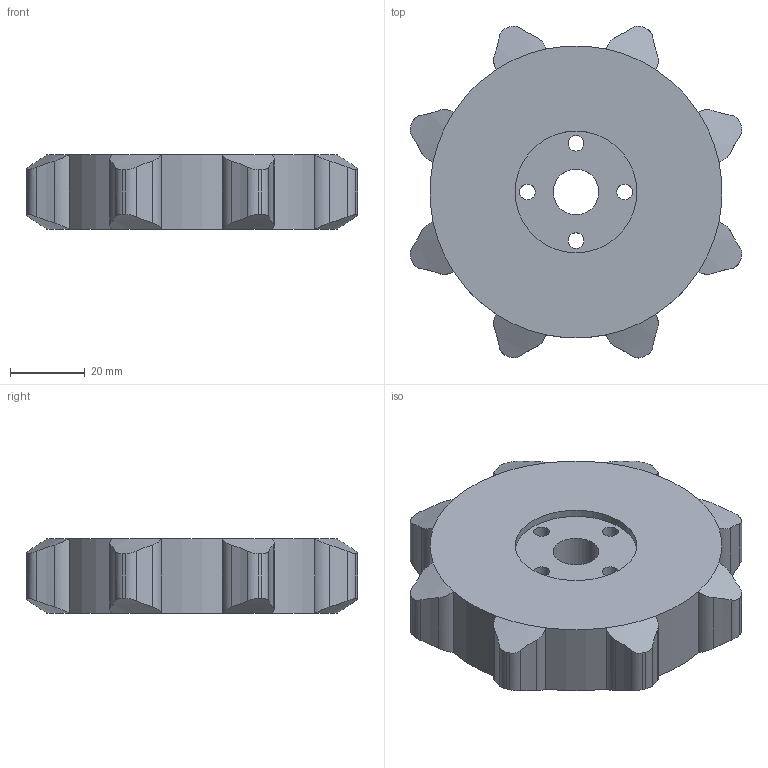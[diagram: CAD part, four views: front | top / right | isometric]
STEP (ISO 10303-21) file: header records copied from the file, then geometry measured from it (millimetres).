
FILE_DESCRIPTION(/* description */ (''),/* implementation_level */ '2;1');
FILE_NAME(/* name */ 'ROUE_dentee_tapis.step',/* time_stamp */ '2025-12-17T16:30:11+01:00',/* author */ (''),/* organization */ (''),/* preprocessor_version */ 'ST-DEVELOPER v20.1',/* originating_system */ 'Autodesk Translation Framework v14.21.0.0',/* authorisation */ '');
FILE_SCHEMA (('AUTOMOTIVE_DESIGN { 1 0 10303 214 3 1 1 }'));
Length unit declared in the file: millimetre
Products named in the file (1): 2025-11-13-15-42-36-405
Bounding box: 88.61 x 88.61 x 20 mm (x, y, z)
Volume: 102622.3 mm3; surface area: 18307.9 mm2
Topology: 1 solids, 1 shells, 105 faces, 274 edges, 172 vertices
Faces by surface type: cylinder 70, plane 19, cone 16
Full cylindrical faces by diameter (mm): 4.2 x4, 12.2 x1, 32.5 x1
Entity records: 3641 total; most frequent: CARTESIAN_POINT 1160, ORIENTED_EDGE 548, DIRECTION 450, EDGE_CURVE 274, VERTEX_POINT 172, AXIS2_PLACEMENT_3D 166, LINE 118, VECTOR 118
